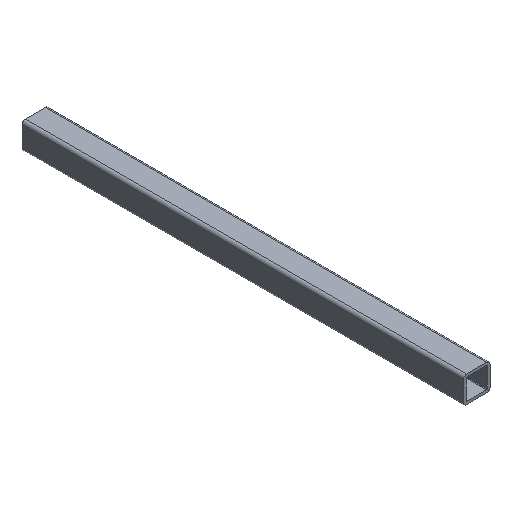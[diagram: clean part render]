
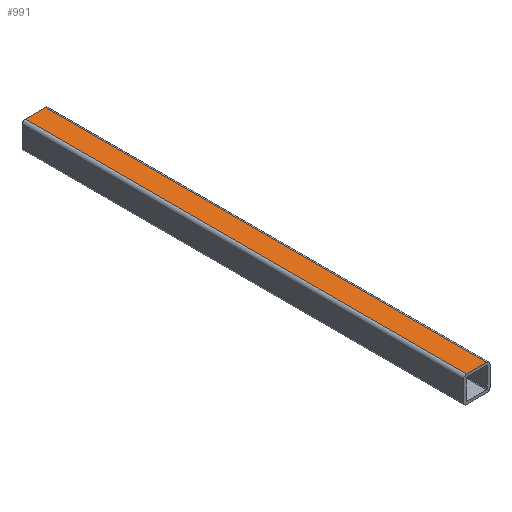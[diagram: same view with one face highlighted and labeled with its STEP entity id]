
A CAD part, isometric view. The second image highlights one B-rep face of the part: STEP entity #991.
In plain terms, the highlighted planar face has unit normal (0, 0, 1).
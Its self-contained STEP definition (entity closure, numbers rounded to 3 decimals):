
#33 = PLANE('',#34);
#34 = AXIS2_PLACEMENT_3D('',#35,#36,#37);
#35 = CARTESIAN_POINT('',(0.,-250.,0.)
  );
#36 = DIRECTION('',(0.,1.,0.));
#37 = DIRECTION('',(0.,0.,1.));
#187 = VERTEX_POINT('',#188);
#188 = CARTESIAN_POINT('',(-11.5,-250.,15.));
#203 = CYLINDRICAL_SURFACE('',#204,3.5);
#204 = AXIS2_PLACEMENT_3D('',#205,#206,#207);
#205 = CARTESIAN_POINT('',(-11.5,-250.,11.5));
#206 = DIRECTION('',(0.,1.,0.));
#207 = DIRECTION('',(0.,0.,1.));
#237 = EDGE_CURVE('',#238,#187,#240,.T.);
#238 = VERTEX_POINT('',#239);
#239 = CARTESIAN_POINT('',(11.5,-250.,15.));
#240 = SURFACE_CURVE('',#241,(#245,#252),.PCURVE_S1.);
#241 = LINE('',#242,#243);
#242 = CARTESIAN_POINT('',(11.5,-250.,15.));
#243 = VECTOR('',#244,1.);
#244 = DIRECTION('',(-1.,0.,0.));
#245 = PCURVE('',#33,#246);
#246 = DEFINITIONAL_REPRESENTATION('',(#247),#251);
#247 = LINE('',#248,#249);
#248 = CARTESIAN_POINT('',(15.,11.5));
#249 = VECTOR('',#250,1.);
#250 = DIRECTION('',(0.,-1.));
#251 = ( GEOMETRIC_REPRESENTATION_CONTEXT(2) 
PARAMETRIC_REPRESENTATION_CONTEXT() REPRESENTATION_CONTEXT('2D SPACE',''
  ) );
#252 = PCURVE('',#253,#258);
#253 = PLANE('',#254);
#254 = AXIS2_PLACEMENT_3D('',#255,#256,#257);
#255 = CARTESIAN_POINT('',(-11.5,-250.,15.));
#256 = DIRECTION('',(0.,0.,1.));
#257 = DIRECTION('',(1.,0.,0.));
#258 = DEFINITIONAL_REPRESENTATION('',(#259),#263);
#259 = LINE('',#260,#261);
#260 = CARTESIAN_POINT('',(23.,0.));
#261 = VECTOR('',#262,1.);
#262 = DIRECTION('',(-1.,0.));
#263 = ( GEOMETRIC_REPRESENTATION_CONTEXT(2) 
PARAMETRIC_REPRESENTATION_CONTEXT() REPRESENTATION_CONTEXT('2D SPACE',''
  ) );
#282 = CYLINDRICAL_SURFACE('',#283,3.5);
#283 = AXIS2_PLACEMENT_3D('',#284,#285,#286);
#284 = CARTESIAN_POINT('',(11.5,-250.,11.5));
#285 = DIRECTION('',(0.,1.,0.));
#286 = DIRECTION('',(0.,0.,1.));
#763 = PLANE('',#764);
#764 = AXIS2_PLACEMENT_3D('',#765,#766,#767);
#765 = CARTESIAN_POINT('',(0.,250.,0.)
  );
#766 = DIRECTION('',(0.,1.,0.));
#767 = DIRECTION('',(0.,0.,1.));
#899 = VERTEX_POINT('',#900);
#900 = CARTESIAN_POINT('',(11.5,250.,15.));
#948 = EDGE_CURVE('',#238,#899,#949,.T.);
#949 = SURFACE_CURVE('',#950,(#954,#983),.PCURVE_S1.);
#950 = LINE('',#951,#952);
#951 = CARTESIAN_POINT('',(11.5,-250.,15.));
#952 = VECTOR('',#953,1.);
#953 = DIRECTION('',(0.,1.,0.));
#954 = PCURVE('',#282,#955);
#955 = DEFINITIONAL_REPRESENTATION('',(#956),#982);
#956 = B_SPLINE_CURVE_WITH_KNOTS('',3,(#957,#958,#959,#960,#961,#962,
    #963,#964,#965,#966,#967,#968,#969,#970,#971,#972,#973,#974,#975,
    #976,#977,#978,#979,#980,#981),.UNSPECIFIED.,.F.,.F.,(4,1,1,1,1,1,1,
    1,1,1,1,1,1,1,1,1,1,1,1,1,1,1,4),(0.,22.727,45.455
    ,68.182,90.909,113.636,136.364,
    159.091,181.818,204.545,227.273,250.,
    272.727,295.455,318.182,340.909,
    363.636,386.364,409.091,431.818,
    454.545,477.273,500.),.QUASI_UNIFORM_KNOTS.);
#957 = CARTESIAN_POINT('',(0.,0.));
#958 = CARTESIAN_POINT('',(0.,7.576));
#959 = CARTESIAN_POINT('',(0.,22.727));
#960 = CARTESIAN_POINT('',(0.,45.455));
#961 = CARTESIAN_POINT('',(0.,68.182));
#962 = CARTESIAN_POINT('',(0.,90.909));
#963 = CARTESIAN_POINT('',(0.,113.636));
#964 = CARTESIAN_POINT('',(0.,136.364));
#965 = CARTESIAN_POINT('',(0.,159.091));
#966 = CARTESIAN_POINT('',(0.,181.818));
#967 = CARTESIAN_POINT('',(0.,204.545));
#968 = CARTESIAN_POINT('',(0.,227.273));
#969 = CARTESIAN_POINT('',(0.,250.));
#970 = CARTESIAN_POINT('',(0.,272.727));
#971 = CARTESIAN_POINT('',(0.,295.455));
#972 = CARTESIAN_POINT('',(0.,318.182));
#973 = CARTESIAN_POINT('',(0.,340.909));
#974 = CARTESIAN_POINT('',(0.,363.636));
#975 = CARTESIAN_POINT('',(0.,386.364));
#976 = CARTESIAN_POINT('',(0.,409.091));
#977 = CARTESIAN_POINT('',(0.,431.818));
#978 = CARTESIAN_POINT('',(0.,454.545));
#979 = CARTESIAN_POINT('',(0.,477.273));
#980 = CARTESIAN_POINT('',(0.,492.424));
#981 = CARTESIAN_POINT('',(0.,500.));
#982 = ( GEOMETRIC_REPRESENTATION_CONTEXT(2) 
PARAMETRIC_REPRESENTATION_CONTEXT() REPRESENTATION_CONTEXT('2D SPACE',''
  ) );
#983 = PCURVE('',#253,#984);
#984 = DEFINITIONAL_REPRESENTATION('',(#985),#989);
#985 = LINE('',#986,#987);
#986 = CARTESIAN_POINT('',(23.,0.));
#987 = VECTOR('',#988,1.);
#988 = DIRECTION('',(0.,1.));
#989 = ( GEOMETRIC_REPRESENTATION_CONTEXT(2) 
PARAMETRIC_REPRESENTATION_CONTEXT() REPRESENTATION_CONTEXT('2D SPACE',''
  ) );
#991 = ADVANCED_FACE('',(#992),#253,.T.);
#992 = FACE_BOUND('',#993,.F.);
#993 = EDGE_LOOP('',(#994,#995,#1040,#1061));
#994 = ORIENTED_EDGE('',*,*,#237,.T.);
#995 = ORIENTED_EDGE('',*,*,#996,.F.);
#996 = EDGE_CURVE('',#997,#187,#999,.T.);
#997 = VERTEX_POINT('',#998);
#998 = CARTESIAN_POINT('',(-11.5,250.,15.));
#999 = SURFACE_CURVE('',#1000,(#1004,#1011),.PCURVE_S1.);
#1000 = LINE('',#1001,#1002);
#1001 = CARTESIAN_POINT('',(-11.5,250.,15.));
#1002 = VECTOR('',#1003,1.);
#1003 = DIRECTION('',(0.,-1.,0.));
#1004 = PCURVE('',#253,#1005);
#1005 = DEFINITIONAL_REPRESENTATION('',(#1006),#1010);
#1006 = LINE('',#1007,#1008);
#1007 = CARTESIAN_POINT('',(0.,500.));
#1008 = VECTOR('',#1009,1.);
#1009 = DIRECTION('',(0.,-1.));
#1010 = ( GEOMETRIC_REPRESENTATION_CONTEXT(2) 
PARAMETRIC_REPRESENTATION_CONTEXT() REPRESENTATION_CONTEXT('2D SPACE',''
  ) );
#1011 = PCURVE('',#203,#1012);
#1012 = DEFINITIONAL_REPRESENTATION('',(#1013),#1039);
#1013 = B_SPLINE_CURVE_WITH_KNOTS('',3,(#1014,#1015,#1016,#1017,#1018,
    #1019,#1020,#1021,#1022,#1023,#1024,#1025,#1026,#1027,#1028,#1029,
    #1030,#1031,#1032,#1033,#1034,#1035,#1036,#1037,#1038),
  .UNSPECIFIED.,.F.,.F.,(4,1,1,1,1,1,1,1,1,1,1,1,1,1,1,1,1,1,1,1,1,1,4),
  (0.,22.727,45.455,68.182,90.909,
    113.636,136.364,159.091,181.818,
    204.545,227.273,250.,272.727,295.455
    ,318.182,340.909,363.636,386.364,
    409.091,431.818,454.545,477.273,500.)
  ,.QUASI_UNIFORM_KNOTS.);
#1014 = CARTESIAN_POINT('',(6.283,500.));
#1015 = CARTESIAN_POINT('',(6.283,492.424));
#1016 = CARTESIAN_POINT('',(6.283,477.273));
#1017 = CARTESIAN_POINT('',(6.283,454.545));
#1018 = CARTESIAN_POINT('',(6.283,431.818));
#1019 = CARTESIAN_POINT('',(6.283,409.091));
#1020 = CARTESIAN_POINT('',(6.283,386.364));
#1021 = CARTESIAN_POINT('',(6.283,363.636));
#1022 = CARTESIAN_POINT('',(6.283,340.909));
#1023 = CARTESIAN_POINT('',(6.283,318.182));
#1024 = CARTESIAN_POINT('',(6.283,295.455));
#1025 = CARTESIAN_POINT('',(6.283,272.727));
#1026 = CARTESIAN_POINT('',(6.283,250.));
#1027 = CARTESIAN_POINT('',(6.283,227.273));
#1028 = CARTESIAN_POINT('',(6.283,204.545));
#1029 = CARTESIAN_POINT('',(6.283,181.818));
#1030 = CARTESIAN_POINT('',(6.283,159.091));
#1031 = CARTESIAN_POINT('',(6.283,136.364));
#1032 = CARTESIAN_POINT('',(6.283,113.636));
#1033 = CARTESIAN_POINT('',(6.283,90.909));
#1034 = CARTESIAN_POINT('',(6.283,68.182));
#1035 = CARTESIAN_POINT('',(6.283,45.455));
#1036 = CARTESIAN_POINT('',(6.283,22.727));
#1037 = CARTESIAN_POINT('',(6.283,7.576));
#1038 = CARTESIAN_POINT('',(6.283,0.));
#1039 = ( GEOMETRIC_REPRESENTATION_CONTEXT(2) 
PARAMETRIC_REPRESENTATION_CONTEXT() REPRESENTATION_CONTEXT('2D SPACE',''
  ) );
#1040 = ORIENTED_EDGE('',*,*,#1041,.F.);
#1041 = EDGE_CURVE('',#899,#997,#1042,.T.);
#1042 = SURFACE_CURVE('',#1043,(#1047,#1054),.PCURVE_S1.);
#1043 = LINE('',#1044,#1045);
#1044 = CARTESIAN_POINT('',(11.5,250.,15.));
#1045 = VECTOR('',#1046,1.);
#1046 = DIRECTION('',(-1.,0.,0.));
#1047 = PCURVE('',#253,#1048);
#1048 = DEFINITIONAL_REPRESENTATION('',(#1049),#1053);
#1049 = LINE('',#1050,#1051);
#1050 = CARTESIAN_POINT('',(23.,500.));
#1051 = VECTOR('',#1052,1.);
#1052 = DIRECTION('',(-1.,0.));
#1053 = ( GEOMETRIC_REPRESENTATION_CONTEXT(2) 
PARAMETRIC_REPRESENTATION_CONTEXT() REPRESENTATION_CONTEXT('2D SPACE',''
  ) );
#1054 = PCURVE('',#763,#1055);
#1055 = DEFINITIONAL_REPRESENTATION('',(#1056),#1060);
#1056 = LINE('',#1057,#1058);
#1057 = CARTESIAN_POINT('',(15.,11.5));
#1058 = VECTOR('',#1059,1.);
#1059 = DIRECTION('',(0.,-1.));
#1060 = ( GEOMETRIC_REPRESENTATION_CONTEXT(2) 
PARAMETRIC_REPRESENTATION_CONTEXT() REPRESENTATION_CONTEXT('2D SPACE',''
  ) );
#1061 = ORIENTED_EDGE('',*,*,#948,.F.);
